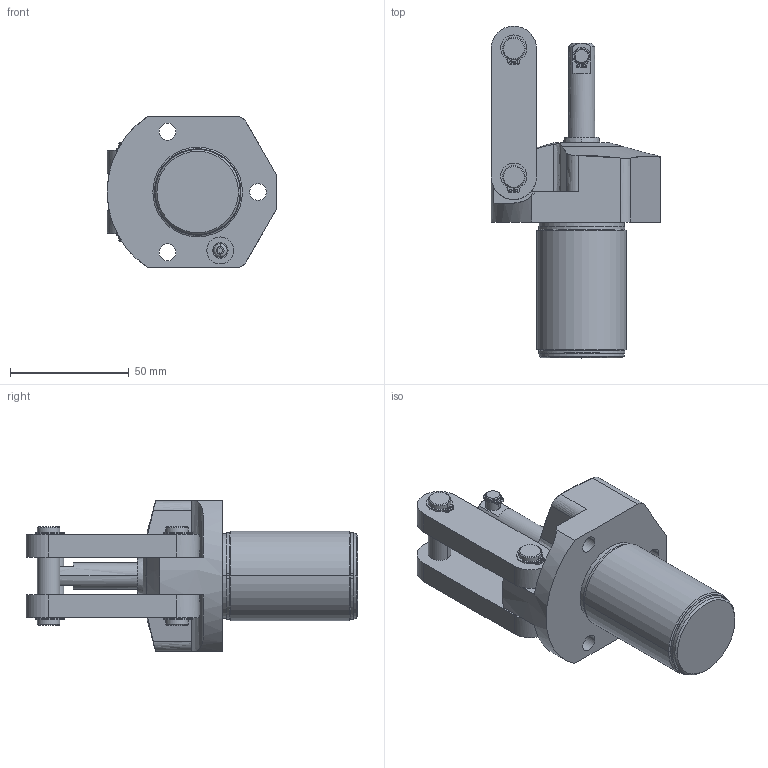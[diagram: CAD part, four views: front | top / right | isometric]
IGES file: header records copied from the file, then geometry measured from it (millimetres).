
Start section:  PTC IGES file: ilcm41661060.igs
Global section: file name: ilcm41661060.igs; native system: Pro/ENGINEER by Parametric Technology Corporation; preprocessor: 2004290; author: KR; organization: Unknown; date: 060918.103232; units: millimetre
Bounding box: 71.42 x 139.7 x 63.5 mm (x, y, z)
Surface area: 40123.4 mm2 (no closed solid volume)
Topology: 0 solids, 0 shells, 261 faces, 1384 edges, 1392 vertices
Faces by surface type: revolution 157, bspline 104
